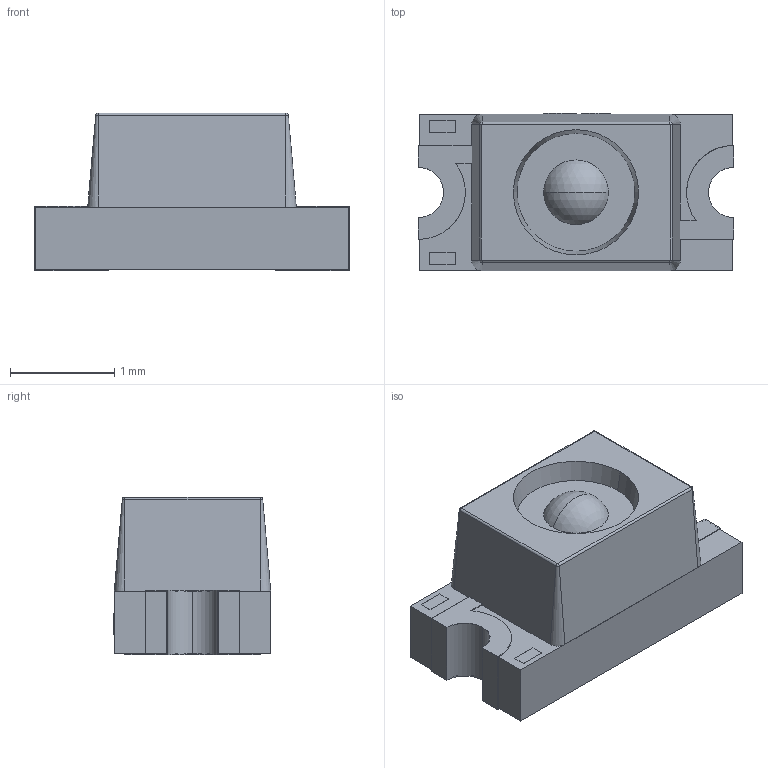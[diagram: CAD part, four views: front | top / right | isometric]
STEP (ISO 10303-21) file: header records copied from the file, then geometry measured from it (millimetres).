
FILE_DESCRIPTION (( 'STEP AP214' ), '1' );
FILE_NAME ('LED1206-R-RD_GREEN.step', '2022-07-08T13:32:31', ( '' ), ( '' ), 'SwSTEP 2.0', 'SolidWorks 2020', '' );
FILE_SCHEMA (( 'AUTOMOTIVE_DESIGN' ));
Length unit declared in the file: millimetre
Products named in the file (1): LED1206-R-RD_GREEN
Bounding box: 3.02 x 1.51 x 1.51 mm (x, y, z)
Volume: 4.9 mm3; surface area: 33.9 mm2
Topology: 4 solids, 4 shells, 379 faces, 1009 edges, 669 vertices
Faces by surface type: plane 237, bspline 112, cylinder 18, cone 6, torus 4, sphere 2
Entity records: 17082 total; most frequent: CARTESIAN_POINT 4162, ORIENTED_EDGE 2018, DIRECTION 1375, EDGE_CURVE 1009, VECTOR 723, LINE 723, VERTEX_POINT 669, EDGE_LOOP 410
